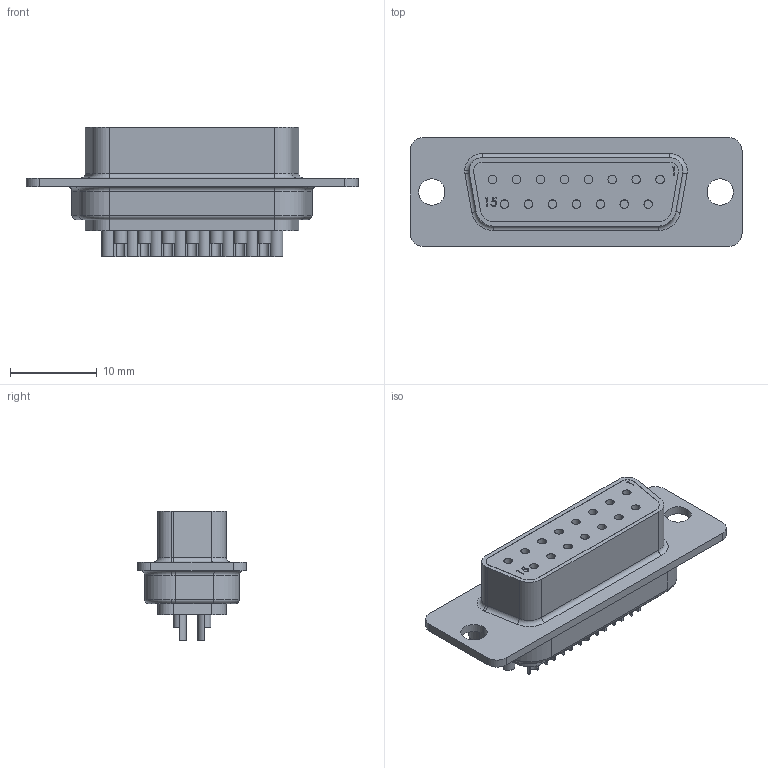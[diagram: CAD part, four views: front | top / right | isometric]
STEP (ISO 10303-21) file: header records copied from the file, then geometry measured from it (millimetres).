
FILE_DESCRIPTION (( 'STEP AP214' ), '1' );
FILE_NAME ('SD15S.STEP', '2006-08-03T15:14:26', ( 'L-COM' ), ( 'L-COM' ), 'SwSTEP 2.0', 'SolidWorks 2006004', '' );
FILE_SCHEMA (( 'AUTOMOTIVE_DESIGN' ));
Length unit declared in the file: inch
Products named in the file (1): SD15S
Bounding box: 38.35 x 12.55 x 15.01 mm (x, y, z)
Volume: 2844.1 mm3; surface area: 2315 mm2
Topology: 1 solids, 1 shells, 299 faces, 687 edges, 427 vertices
Faces by surface type: plane 137, cylinder 134, torus 20, bspline 8
Entity records: 12063 total; most frequent: CARTESIAN_POINT 2206, DIRECTION 1550, ORIENTED_EDGE 1374, EDGE_CURVE 687, AXIS2_PLACEMENT_3D 587, VERTEX_POINT 427, VECTOR 376, LINE 376
